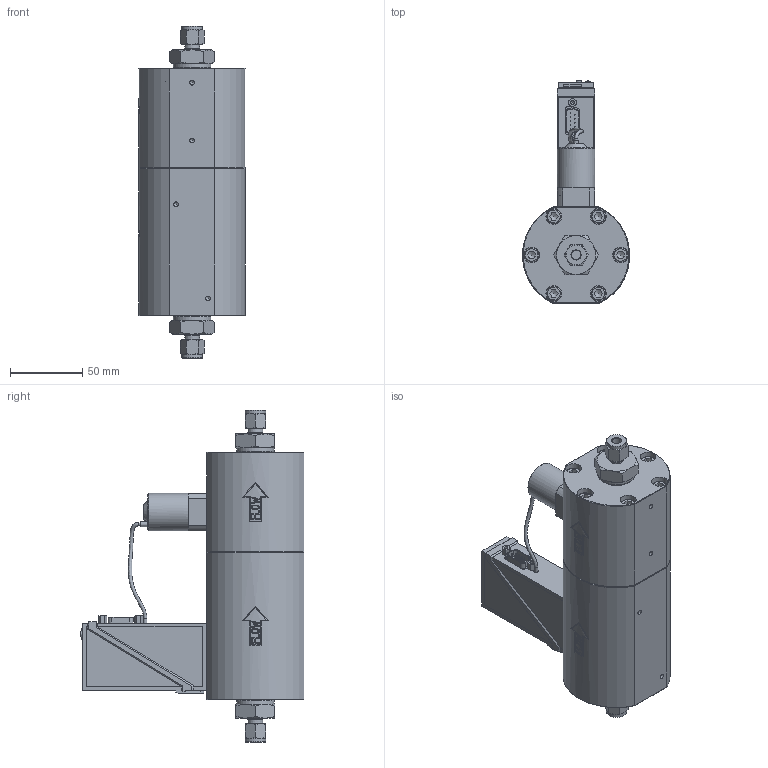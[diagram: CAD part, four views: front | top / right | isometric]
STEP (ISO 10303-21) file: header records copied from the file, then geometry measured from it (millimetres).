
FILE_DESCRIPTION(/* description */ (''),/* implementation_level */ '2;1');
FILE_NAME(/* name */ 'F-213AV-nnn-Ann-22-n.stp',/* time_stamp */ '2021-08-10T09:20:18+02:00',/* author */ ('M-Huiskes'),/* organization */ (''),/* preprocessor_version */ 'ST-DEVELOPER v18.1',/* originating_system */ 'Autodesk Inventor 2021',/* authorisation */ '');
FILE_SCHEMA (('AUTOMOTIVE_DESIGN { 1 0 10303 214 3 1 1 }'));
Length unit declared in the file: millimetre
Products named in the file (1): F-203AV-nnn-Ann-22-n
Bounding box: 73.86 x 154.56 x 229.4 mm (x, y, z)
Volume: 848043.4 mm3; surface area: 77616.6 mm2
Topology: 7 solids, 13 shells, 750 faces, 1862 edges, 1199 vertices
Faces by surface type: plane 398, cone 117, cylinder 115, bspline 89, torus 20, sphere 11
Full cylindrical faces by diameter (mm): 0.59 x9, 2 x2, 2.318 x3, 2.459 x2, 2.729 x4, 2.9 x2, 2.95 x2, 3 x6, 3.2 x7, 3.242 x4, 3.318 x1, 3.6 x1, 4.4 x1, 5.328 x2, 5.5 x5, 6 x4, 6.35 x2, 8.997 x2, 10 x6, 11 x6, 14.287 x2, 25.9 x1, 25.908 x2
Entity records: 34242 total; most frequent: CARTESIAN_POINT 17216, ORIENTED_EDGE 3674, DIRECTION 3202, EDGE_CURVE 1837, VERTEX_POINT 1199, AXIS2_PLACEMENT_3D 1118, LINE 966, VECTOR 966
